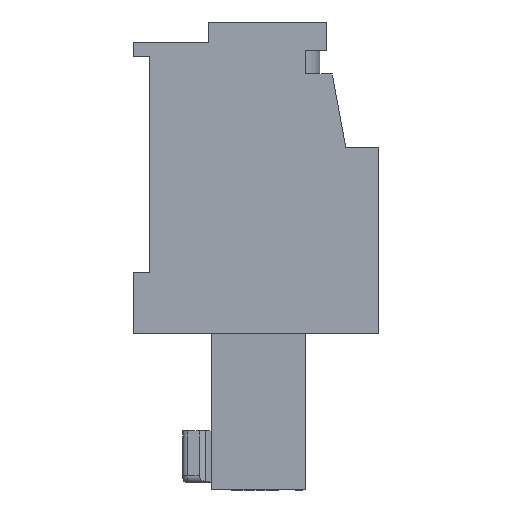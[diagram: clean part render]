
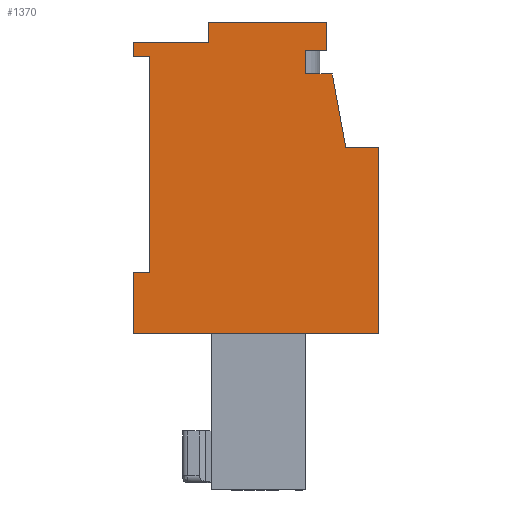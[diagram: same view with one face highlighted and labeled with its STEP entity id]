
A CAD part, front view. The second image highlights one B-rep face of the part: STEP entity #1370.
In plain terms, the highlighted planar face has unit normal (0, -1, 0).
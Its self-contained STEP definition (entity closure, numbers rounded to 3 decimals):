
#1370 = ADVANCED_FACE( '', ( #2892 ), #2893, .F. );
#2892 = FACE_OUTER_BOUND( '', #4901, .T. );
#2893 = PLANE( '', #4902 );
#4901 = EDGE_LOOP( '', ( #8748, #8749, #8750, #8751, #8752, #8753, #8754, #8755, #8756, #8757, #8758, #8759, #8760, #8761, #8762, #8763 ) );
#4902 = AXIS2_PLACEMENT_3D( '', #8764, #8765, #8766 );
#8748 = ORIENTED_EDGE( '', *, *, #9873, .F. );
#8749 = ORIENTED_EDGE( '', *, *, #10597, .T. );
#8750 = ORIENTED_EDGE( '', *, *, #10678, .T. );
#8751 = ORIENTED_EDGE( '', *, *, #9832, .T. );
#8752 = ORIENTED_EDGE( '', *, *, #9704, .F. );
#8753 = ORIENTED_EDGE( '', *, *, #10537, .T. );
#8754 = ORIENTED_EDGE( '', *, *, #10487, .T. );
#8755 = ORIENTED_EDGE( '', *, *, #10919, .F. );
#8756 = ORIENTED_EDGE( '', *, *, #10379, .T. );
#8757 = ORIENTED_EDGE( '', *, *, #9533, .T. );
#8758 = ORIENTED_EDGE( '', *, *, #10920, .F. );
#8759 = ORIENTED_EDGE( '', *, *, #10561, .T. );
#8760 = ORIENTED_EDGE( '', *, *, #10571, .T. );
#8761 = ORIENTED_EDGE( '', *, *, #10874, .F. );
#8762 = ORIENTED_EDGE( '', *, *, #10921, .T. );
#8763 = ORIENTED_EDGE( '', *, *, #10922, .T. );
#8764 = CARTESIAN_POINT( '', ( 42.2, 7.46, -6.9 ) );
#8765 = DIRECTION( '', ( 0., 1., 0. ) );
#8766 = DIRECTION( '', ( -1., 0., 0. ) );
#9533 = EDGE_CURVE( '', #11296, #11297, #11298, .T. );
#9704 = EDGE_CURVE( '', #11593, #11589, #11595, .T. );
#9832 = EDGE_CURVE( '', #11811, #11589, #11812, .T. );
#9873 = EDGE_CURVE( '', #11874, #11876, #11877, .T. );
#10379 = EDGE_CURVE( '', #12632, #11296, #12633, .T. );
#10487 = EDGE_CURVE( '', #12784, #12782, #12785, .T. );
#10537 = EDGE_CURVE( '', #11593, #12784, #12848, .T. );
#10561 = EDGE_CURVE( '', #12878, #12876, #12879, .T. );
#10571 = EDGE_CURVE( '', #12876, #12894, #12895, .T. );
#10597 = EDGE_CURVE( '', #11874, #12928, #12930, .T. );
#10678 = EDGE_CURVE( '', #12928, #11811, #13030, .T. );
#10874 = EDGE_CURVE( '', #13252, #12894, #13254, .T. );
#10919 = EDGE_CURVE( '', #12632, #12782, #13302, .T. );
#10920 = EDGE_CURVE( '', #12878, #11297, #13303, .T. );
#10921 = EDGE_CURVE( '', #13252, #13304, #13305, .T. );
#10922 = EDGE_CURVE( '', #13304, #11876, #13306, .T. );
#11296 = VERTEX_POINT( '', #13772 );
#11297 = VERTEX_POINT( '', #13773 );
#11298 = LINE( '', #13774, #13775 );
#11589 = VERTEX_POINT( '', #14175 );
#11593 = VERTEX_POINT( '', #14181 );
#11595 = LINE( '', #14184, #14185 );
#11811 = VERTEX_POINT( '', #14484 );
#11812 = LINE( '', #14485, #14486 );
#11874 = VERTEX_POINT( '', #14575 );
#11876 = VERTEX_POINT( '', #14578 );
#11877 = LINE( '', #14579, #14580 );
#12632 = VERTEX_POINT( '', #15624 );
#12633 = LINE( '', #15625, #15626 );
#12782 = VERTEX_POINT( '', #15839 );
#12784 = VERTEX_POINT( '', #15842 );
#12785 = LINE( '', #15843, #15844 );
#12848 = LINE( '', #15933, #15934 );
#12876 = VERTEX_POINT( '', #15976 );
#12878 = VERTEX_POINT( '', #15979 );
#12879 = LINE( '', #15980, #15981 );
#12894 = VERTEX_POINT( '', #15999 );
#12895 = LINE( '', #16000, #16001 );
#12928 = VERTEX_POINT( '', #16045 );
#12930 = LINE( '', #16048, #16049 );
#13030 = LINE( '', #16187, #16188 );
#13252 = VERTEX_POINT( '', #16480 );
#13254 = LINE( '', #16483, #16484 );
#13302 = LINE( '', #16546, #16547 );
#13303 = LINE( '', #16548, #16549 );
#13304 = VERTEX_POINT( '', #16550 );
#13305 = LINE( '', #16551, #16552 );
#13306 = LINE( '', #16553, #16554 );
#13772 = CARTESIAN_POINT( '', ( 39.1, 7.46, -2.2 ) );
#13773 = CARTESIAN_POINT( '', ( 39.1, 7.46, -1.2 ) );
#13774 = CARTESIAN_POINT( '', ( 39.1, 7.46, -0.8 ) );
#13775 = VECTOR( '', #16871, 1000. );
#14175 = CARTESIAN_POINT( '', ( 31.8, 7.46, -13.2 ) );
#14181 = CARTESIAN_POINT( '', ( 42.2, 7.46, -13.2 ) );
#14184 = CARTESIAN_POINT( '', ( 33.2, 7.46, -13.2 ) );
#14185 = VECTOR( '', #17059, 1000. );
#14484 = CARTESIAN_POINT( '', ( 31.8, 7.46, -10.6 ) );
#14485 = CARTESIAN_POINT( '', ( 31.8, 7.46, -13.2 ) );
#14486 = VECTOR( '', #17221, 1000. );
#14575 = CARTESIAN_POINT( '', ( 32.5, 7.46, -1.45 ) );
#14578 = CARTESIAN_POINT( '', ( 31.8, 7.46, -1.45 ) );
#14579 = CARTESIAN_POINT( '', ( 31.8, 7.46, -1.45 ) );
#14580 = VECTOR( '', #17259, 1000. );
#15624 = CARTESIAN_POINT( '', ( 40.229, 7.46, -2.2 ) );
#15625 = CARTESIAN_POINT( '', ( 42.2, 7.46, -2.2 ) );
#15626 = VECTOR( '', #17810, 1000. );
#15839 = CARTESIAN_POINT( '', ( 40.798, 7.46, -5.3 ) );
#15842 = CARTESIAN_POINT( '', ( 42.2, 7.46, -5.3 ) );
#15843 = CARTESIAN_POINT( '', ( 42.2, 7.46, -5.3 ) );
#15844 = VECTOR( '', #17921, 1000. );
#15933 = CARTESIAN_POINT( '', ( 42.2, 7.46, 0.1 ) );
#15934 = VECTOR( '', #17975, 1000. );
#15976 = CARTESIAN_POINT( '', ( 40., 7.46, 0. ) );
#15979 = CARTESIAN_POINT( '', ( 40., 7.46, -1.2 ) );
#15980 = CARTESIAN_POINT( '', ( 40., 7.46, 0.9 ) );
#15981 = VECTOR( '', #17997, 1000. );
#15999 = CARTESIAN_POINT( '', ( 35., 7.46, 0. ) );
#16000 = CARTESIAN_POINT( '', ( 31.8, 7.46, 0. ) );
#16001 = VECTOR( '', #18013, 1000. );
#16045 = CARTESIAN_POINT( '', ( 32.5, 7.46, -10.6 ) );
#16048 = CARTESIAN_POINT( '', ( 32.5, 7.46, -6.9 ) );
#16049 = VECTOR( '', #18044, 1000. );
#16187 = CARTESIAN_POINT( '', ( 33.2, 7.46, -10.6 ) );
#16188 = VECTOR( '', #18122, 1000. );
#16480 = CARTESIAN_POINT( '', ( 35., 7.46, -0.85 ) );
#16483 = CARTESIAN_POINT( '', ( 35., 7.46, 0. ) );
#16484 = VECTOR( '', #18281, 1000. );
#16546 = CARTESIAN_POINT( '', ( 40.1, 7.46, -1.5 ) );
#16547 = VECTOR( '', #18314, 1000. );
#16548 = CARTESIAN_POINT( '', ( 41., 7.46, -1.2 ) );
#16549 = VECTOR( '', #18315, 1000. );
#16550 = CARTESIAN_POINT( '', ( 31.8, 7.46, -0.85 ) );
#16551 = CARTESIAN_POINT( '', ( 31.8, 7.46, -0.85 ) );
#16552 = VECTOR( '', #18316, 1000. );
#16553 = CARTESIAN_POINT( '', ( 31.8, 7.46, 0. ) );
#16554 = VECTOR( '', #18317, 1000. );
#16871 = DIRECTION( '', ( 0., 0., 1. ) );
#17059 = DIRECTION( '', ( -1., 0., 0. ) );
#17221 = DIRECTION( '', ( 0., 0., -1. ) );
#17259 = DIRECTION( '', ( -1., 0., 0. ) );
#17810 = DIRECTION( '', ( -1., 0., 0. ) );
#17921 = DIRECTION( '', ( -1., 0., 0. ) );
#17975 = DIRECTION( '', ( 0., 0., 1. ) );
#17997 = DIRECTION( '', ( 0., 0., 1. ) );
#18013 = DIRECTION( '', ( -1., 0., 0. ) );
#18044 = DIRECTION( '', ( 0., 0., -1. ) );
#18122 = DIRECTION( '', ( -1., 0., 0. ) );
#18281 = DIRECTION( '', ( 0., 0., 1. ) );
#18314 = DIRECTION( '', ( 0.181, 0., -0.984 ) );
#18315 = DIRECTION( '', ( -1., 0., 0. ) );
#18316 = DIRECTION( '', ( -1., 0., 0. ) );
#18317 = DIRECTION( '', ( 0., 0., -1. ) );
